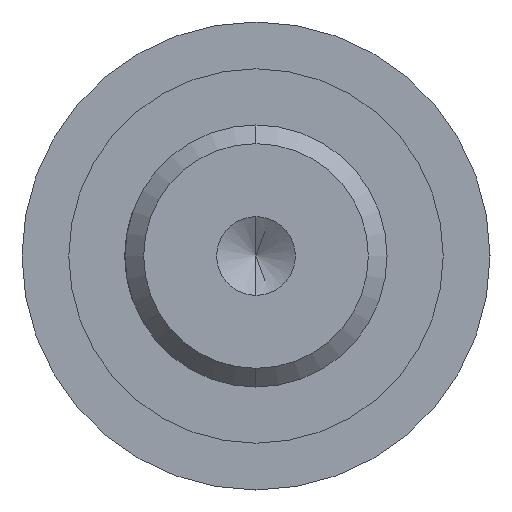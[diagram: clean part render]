
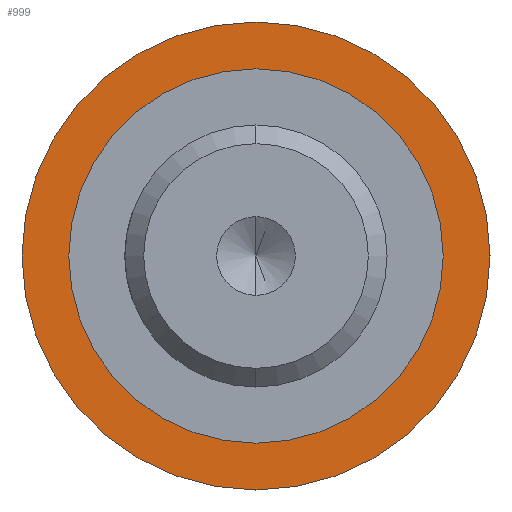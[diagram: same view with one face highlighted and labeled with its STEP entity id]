
A CAD part, left-side view. The second image highlights one B-rep face of the part: STEP entity #999.
In plain terms, the highlighted planar face has unit normal (-1, 0, 0).
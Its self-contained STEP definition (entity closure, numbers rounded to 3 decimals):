
#56 = CARTESIAN_POINT ( 'NONE',  ( 76., 12.5, 0. ) ) ;
#62 = PLANE ( 'NONE',  #151 ) ;
#64 = DIRECTION ( 'NONE',  ( -1., 0., 0. ) ) ;
#65 = DIRECTION ( 'NONE',  ( 0., 0., 1. ) ) ;
#83 = CARTESIAN_POINT ( 'NONE',  ( 76., 0., 0. ) ) ;
#84 = DIRECTION ( 'NONE',  ( 1., 0., 0. ) ) ;
#85 = DIRECTION ( 'NONE',  ( 0., 0., -1. ) ) ;
#151 = AXIS2_PLACEMENT_3D ( 'NONE', #56, #64, #65 ) ;
#170 = AXIS2_PLACEMENT_3D ( 'NONE', #749, #750, #751 ) ;
#191 = AXIS2_PLACEMENT_3D ( 'NONE', #939, #940, #941 ) ;
#194 = AXIS2_PLACEMENT_3D ( 'NONE', #905, #906, #907 ) ;
#200 = AXIS2_PLACEMENT_3D ( 'NONE', #83, #84, #85 ) ;
#203 = EDGE_CURVE ( 'NONE', #484, #485, #457, .T. ) ;
#209 = EDGE_CURVE ( 'NONE', #483, #486, #449, .T. ) ;
#217 = EDGE_CURVE ( 'NONE', #485, #484, #448, .T. ) ;
#260 = EDGE_CURVE ( 'NONE', #486, #483, #368, .T. ) ;
#324 = FACE_BOUND ( 'NONE', #576, .T. ) ;
#326 = FACE_OUTER_BOUND ( 'NONE', #346, .T. ) ;
#346 = EDGE_LOOP ( 'NONE', ( #582, #581 ) ) ;
#368 = CIRCLE ( 'NONE', #170, 12.5 ) ;
#448 = CIRCLE ( 'NONE', #191, 10. ) ;
#449 = CIRCLE ( 'NONE', #194, 12.5 ) ;
#457 = CIRCLE ( 'NONE', #200, 10. ) ;
#483 = VERTEX_POINT ( 'NONE', #766 ) ;
#484 = VERTEX_POINT ( 'NONE', #767 ) ;
#485 = VERTEX_POINT ( 'NONE', #768 ) ;
#486 = VERTEX_POINT ( 'NONE', #769 ) ;
#576 = EDGE_LOOP ( 'NONE', ( #584, #583 ) ) ;
#581 = ORIENTED_EDGE ( 'NONE', *, *, #209, .F. ) ;
#582 = ORIENTED_EDGE ( 'NONE', *, *, #260, .F. ) ;
#583 = ORIENTED_EDGE ( 'NONE', *, *, #203, .T. ) ;
#584 = ORIENTED_EDGE ( 'NONE', *, *, #217, .T. ) ;
#749 = CARTESIAN_POINT ( 'NONE',  ( 76., 0., 0. ) ) ;
#750 = DIRECTION ( 'NONE',  ( 1., 0., 0. ) ) ;
#751 = DIRECTION ( 'NONE',  ( 0., 0., -1. ) ) ;
#766 = CARTESIAN_POINT ( 'NONE',  ( 76., 0., 12.5 ) ) ;
#767 = CARTESIAN_POINT ( 'NONE',  ( 76., 0., 10. ) ) ;
#768 = CARTESIAN_POINT ( 'NONE',  ( 76., 0., -10. ) ) ;
#769 = CARTESIAN_POINT ( 'NONE',  ( 76., 0., -12.5 ) ) ;
#905 = CARTESIAN_POINT ( 'NONE',  ( 76., 0., 0. ) ) ;
#906 = DIRECTION ( 'NONE',  ( 1., 0., 0. ) ) ;
#907 = DIRECTION ( 'NONE',  ( 0., 0., -1. ) ) ;
#939 = CARTESIAN_POINT ( 'NONE',  ( 76., 0., 0. ) ) ;
#940 = DIRECTION ( 'NONE',  ( 1., 0., 0. ) ) ;
#941 = DIRECTION ( 'NONE',  ( 0., 0., -1. ) ) ;
#999 = ADVANCED_FACE ( 'NONE', ( #324, #326 ), #62, .T. ) ;
